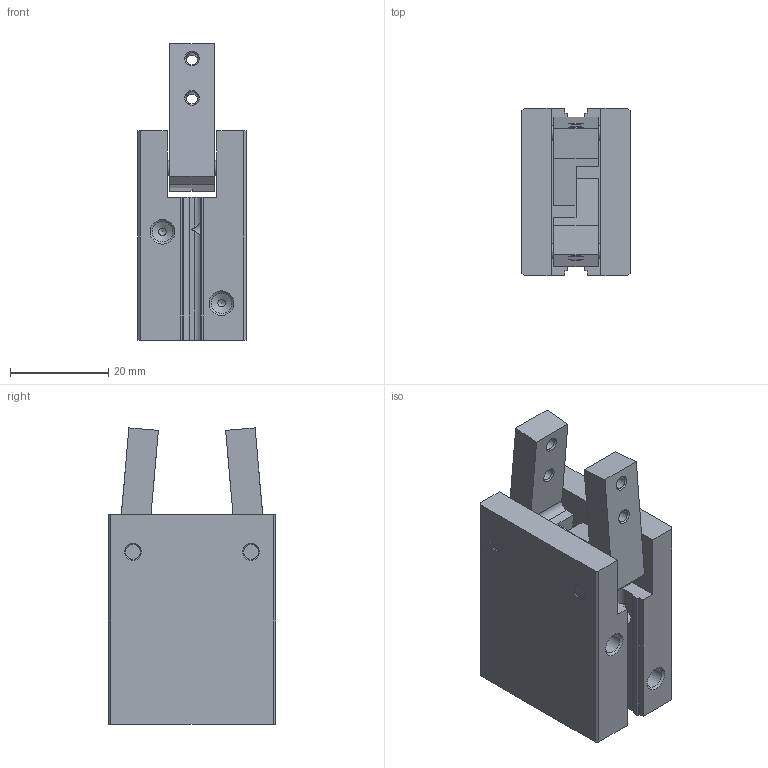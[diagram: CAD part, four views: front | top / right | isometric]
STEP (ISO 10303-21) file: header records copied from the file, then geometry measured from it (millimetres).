
FILE_DESCRIPTION( ( 'STEP AP214' ), '1' );
FILE_NAME( 'MCHA-16(-10).stp', '2020-01-31T15:25:32', ( '' ), ( '' ), ' ', 'PARTsolutions', ' ' );
FILE_SCHEMA( ( 'AUTOMOTIVE_DESIGN { 1 0 10303 214 1 1 1 1 }' ) );
Length unit declared in the file: millimetre
Products named in the file (3): MCHA-16(-10); _MCHA-16_(b); _MCHA-16_(g)
Assembly tree (3 placements, depth 2):
  MCHA-16(-10)
    _MCHA-16_(b)
    _MCHA-16_(g)  x2
Bounding box: 22 x 34 x 60.17 mm (x, y, z)
Volume: 28349 mm3; surface area: 11297 mm2
Topology: 3 solids, 3 shells, 138 faces, 365 edges, 236 vertices
Faces by surface type: plane 71, cylinder 37, cone 30
Full cylindrical faces by diameter (mm): 1.5 x2, 2.459 x4, 3 x8, 3.242 x6, 4.134 x2, 18 x1
Entity records: 4290 total; most frequent: CARTESIAN_POINT 631, DIRECTION 556, ORIENTED_EDGE 492, EDGE_CURVE 246, AXIS2_PLACEMENT_3D 197, VERTEX_POINT 188, EDGE_LOOP 176, LINE 162
